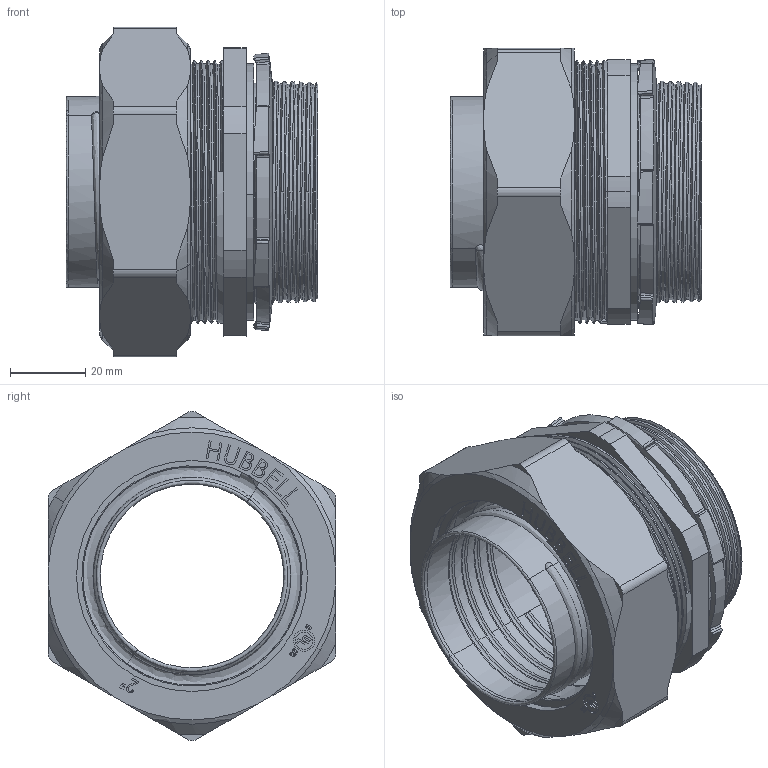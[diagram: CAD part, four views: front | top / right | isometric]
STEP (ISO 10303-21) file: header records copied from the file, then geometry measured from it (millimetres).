
FILE_DESCRIPTION (( 'STEP AP214' ), '1' );
FILE_NAME ('3408-8.STEP', '2016-02-24T16:01:26', ( '' ), ( '' ), 'SwSTEP 2.0', 'SolidWorks 2014', '' );
FILE_SCHEMA (( 'AUTOMOTIVE_DESIGN' ));
Length unit declared in the file: inch
Products named in the file (7): 3408 LOCK NUT; 3408 SEAL_2; 3408 COMPRESSION NUT HEX_2; 3408 GLAND RING_CLOSED; 3408 FERRULE_installed; 3408 STRAIGHT BODY; 3408-8
Assembly tree (6 placements, depth 2):
  3408-8
    3408 STRAIGHT BODY
    3408 FERRULE_installed
    3408 GLAND RING_CLOSED
    3408 COMPRESSION NUT HEX_2
    3408 SEAL_2
    3408 LOCK NUT
Bounding box: 66.69 x 76.2 x 87.25 mm (x, y, z)
Volume: 84409.6 mm3; surface area: 71821 mm2
Topology: 6 solids, 6 shells, 512 faces, 1399 edges, 921 vertices
Faces by surface type: plane 196, bspline 136, cylinder 119, cone 61
Entity records: 50887 total; most frequent: CARTESIAN_POINT 32229, ORIENTED_EDGE 2798, DIRECTION 1955, EDGE_CURVE 1399, VERTEX_POINT 921, VECTOR 659, LINE 659, AXIS2_PLACEMENT_3D 648
